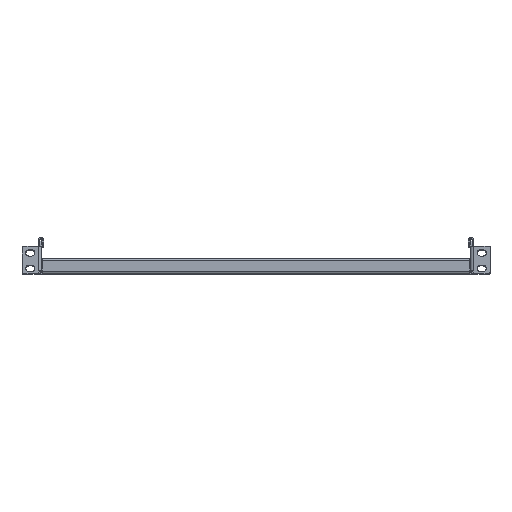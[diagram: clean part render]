
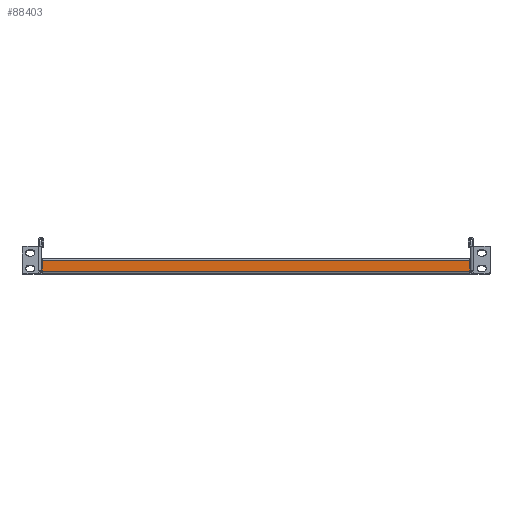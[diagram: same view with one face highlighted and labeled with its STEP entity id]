
A CAD part, top view. The second image highlights one B-rep face of the part: STEP entity #88403.
In plain terms, the highlighted planar face has unit normal (0, 0, 1).
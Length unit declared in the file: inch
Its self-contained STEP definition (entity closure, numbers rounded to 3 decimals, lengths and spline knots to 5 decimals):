
#1647 = LINE ( 'NONE', #22339, #37152 ) ;
#3060 = CARTESIAN_POINT ( 'NONE',  ( -8.672, 0.487, 7.5295 ) ) ;
#3268 = DIRECTION ( 'NONE',  ( 1., 0., 0. ) ) ;
#9129 = DIRECTION ( 'NONE',  ( 1., 0., 0. ) ) ;
#9445 = ORIENTED_EDGE ( 'NONE', *, *, #41385, .T. ) ;
#11550 = ORIENTED_EDGE ( 'NONE', *, *, #87024, .T. ) ;
#16076 = DIRECTION ( 'NONE',  ( 0., 1., 0. ) ) ;
#17517 = PLANE ( 'NONE',  #17986 ) ;
#17986 = AXIS2_PLACEMENT_3D ( 'NONE', #31499, #53183, #91619 ) ;
#22339 = CARTESIAN_POINT ( 'NONE',  ( 8.672, 0.065, 7.5295 ) ) ;
#24359 = VERTEX_POINT ( 'NONE', #3060 ) ;
#28139 = EDGE_CURVE ( 'NONE', #31646, #87215, #1647, .T. ) ;
#31086 = VECTOR ( 'NONE', #3268, 39.37008 ) ;
#31499 = CARTESIAN_POINT ( 'NONE',  ( 8.672, -0.06, 7.5295 ) ) ;
#31646 = VERTEX_POINT ( 'NONE', #45940 ) ;
#32931 = FACE_OUTER_BOUND ( 'NONE', #93726, .T. ) ;
#37152 = VECTOR ( 'NONE', #16076, 39.37008 ) ;
#38242 = LINE ( 'NONE', #69017, #68500 ) ;
#41385 = EDGE_CURVE ( 'NONE', #90924, #31646, #45240, .T. ) ;
#41529 = CARTESIAN_POINT ( 'NONE',  ( 8.672, 0.487, 7.5295 ) ) ;
#45240 = LINE ( 'NONE', #74115, #93881 ) ;
#45940 = CARTESIAN_POINT ( 'NONE',  ( 8.672, 0.065, 7.5295 ) ) ;
#46420 = EDGE_CURVE ( 'NONE', #24359, #87215, #68751, .T. ) ;
#47110 = CARTESIAN_POINT ( 'NONE',  ( -8.672, 0.487, 7.5295 ) ) ;
#48320 = ORIENTED_EDGE ( 'NONE', *, *, #28139, .T. ) ;
#53183 = DIRECTION ( 'NONE',  ( 0., 0., 1. ) ) ;
#66209 = ORIENTED_EDGE ( 'NONE', *, *, #46420, .F. ) ;
#68500 = VECTOR ( 'NONE', #74804, 39.37008 ) ;
#68709 = CARTESIAN_POINT ( 'NONE',  ( -8.672, 0.065, 7.5295 ) ) ;
#68751 = LINE ( 'NONE', #47110, #31086 ) ;
#69017 = CARTESIAN_POINT ( 'NONE',  ( -8.672, 0.487, 7.5295 ) ) ;
#74115 = CARTESIAN_POINT ( 'NONE',  ( -8.672, 0.065, 7.5295 ) ) ;
#74804 = DIRECTION ( 'NONE',  ( 0., -1., 0. ) ) ;
#87024 = EDGE_CURVE ( 'NONE', #24359, #90924, #38242, .T. ) ;
#87215 = VERTEX_POINT ( 'NONE', #41529 ) ;
#88403 = ADVANCED_FACE ( 'NONE', ( #32931 ), #17517, .T. ) ;
#90924 = VERTEX_POINT ( 'NONE', #68709 ) ;
#91619 = DIRECTION ( 'NONE',  ( 1., 0., 0. ) ) ;
#93726 = EDGE_LOOP ( 'NONE', ( #66209, #11550, #9445, #48320 ) ) ;
#93881 = VECTOR ( 'NONE', #9129, 39.37008 ) ;
